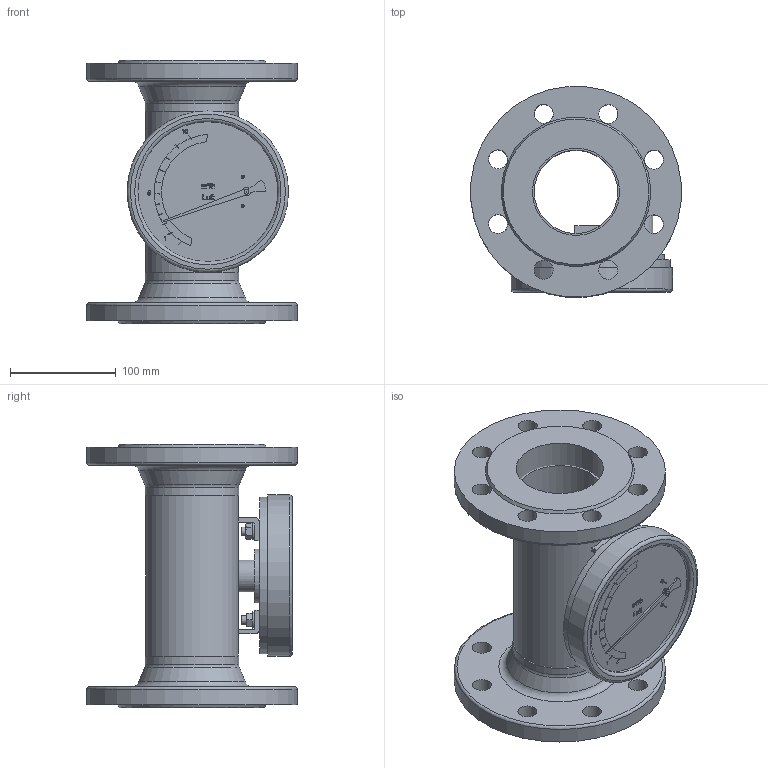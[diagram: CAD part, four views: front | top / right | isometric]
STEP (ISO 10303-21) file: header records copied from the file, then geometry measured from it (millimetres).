
FILE_DESCRIPTION( ( 'Unknown' ), '1' );
FILE_NAME( 'MT-80.stp', 'Unknown', ( 'Unknown' ), ( 'Unknown' ), 'PSStep 17.0.49', 'Unknown', ' ' );
FILE_SCHEMA( ( 'AUTOMOTIVE_DESIGN { 1 0 10303 214 1 1 1 1 }' ) );
Length unit declared in the file: millimetre
Products named in the file (9): Assem1; Anzeige; Zeiger; Skale; Washer_DIN_125_1_A_8.4; Nut_DIN_934_1987_M8; DIN_2633_1975_Flange_C_80x88.9; Rohr-80
Assembly tree (11 placements, depth 2):
  Assem1
    Anzeige
    Zeiger
    Skale
    Skale
    Washer_DIN_125_1_A_8.4  x2
    Nut_DIN_934_1987_M8  x2
    DIN_2633_1975_Flange_C_80x88.9  x2
    Rohr-80
Bounding box: 199.26 x 199.26 x 250 mm (x, y, z)
Volume: 1759502.5 mm3; surface area: 355236.1 mm2
Topology: 11 solids, 11 shells, 333 faces, 807 edges, 533 vertices
Faces by surface type: plane 224, cylinder 61, extrusion 24, cone 14, torus 10
Full cylindrical faces by diameter (mm): 0.674 x1, 1 x2, 3 x2, 4.675 x1, 6.647 x2, 6.83 x1, 8 x2, 8.4 x2, 9 x2, 16 x2, 18 x16, 30.029 x1, 51.022 x1, 79 x1, 82.5 x2, 88 x1, 88.9 x2, 132.663 x1, 148.37 x1, 153 x1, 200 x2
Entity records: 11852 total; most frequent: CARTESIAN_POINT 2766, ORIENTED_EDGE 1306, DIRECTION 1242, EDGE_CURVE 653, VERTEX_POINT 458, AXIS2_PLACEMENT_3D 414, VECTOR 414, EDGE_LOOP 405
